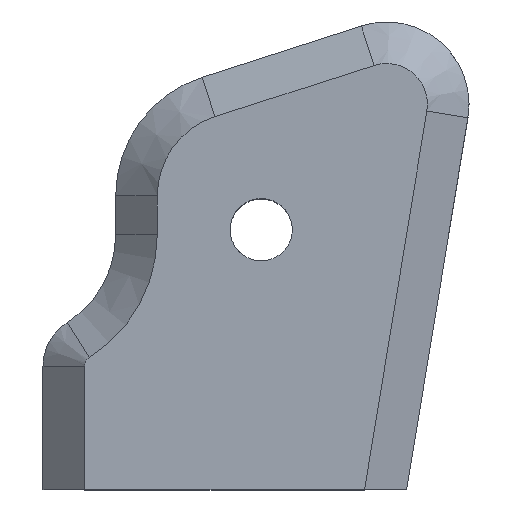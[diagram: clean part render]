
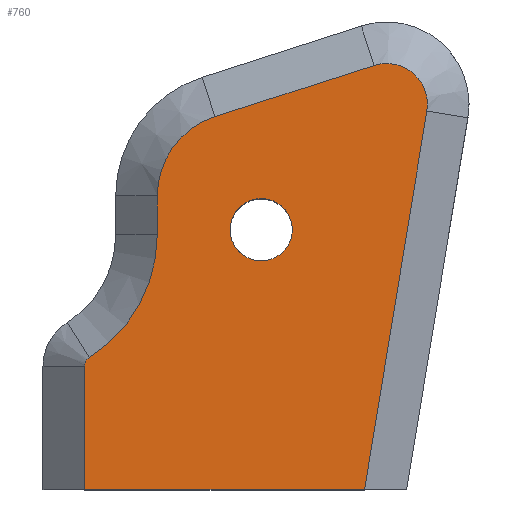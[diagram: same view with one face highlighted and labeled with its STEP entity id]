
A CAD part, top view. The second image highlights one B-rep face of the part: STEP entity #760.
In plain terms, the highlighted planar face has unit normal (0, 0, 1).
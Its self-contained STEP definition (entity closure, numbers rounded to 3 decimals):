
#3 = DIRECTION ( 'NONE',  ( -1., 0., 0. ) ) ;
#15 = CARTESIAN_POINT ( 'NONE',  ( 14., -25., 14.75 ) ) ;
#19 = AXIS2_PLACEMENT_3D ( 'NONE', #315, #772, #787 ) ;
#21 = CARTESIAN_POINT ( 'NONE',  ( -16.533, -12.303, 14.75 ) ) ;
#33 = CIRCLE ( 'NONE', #19, 3. ) ;
#34 = EDGE_CURVE ( 'NONE', #677, #535, #33, .T. ) ;
#60 = EDGE_CURVE ( 'NONE', #692, #482, #264, .T. ) ;
#62 = CARTESIAN_POINT ( 'NONE',  ( -24., -0.461, 14.75 ) ) ;
#89 = DIRECTION ( 'NONE',  ( -1., 0., 0. ) ) ;
#90 = EDGE_CURVE ( 'NONE', #535, #677, #974, .T. ) ;
#94 = CARTESIAN_POINT ( 'NONE',  ( -17., 12.071, 14.75 ) ) ;
#114 = VERTEX_POINT ( 'NONE', #502 ) ;
#115 = CARTESIAN_POINT ( 'NONE',  ( -10., -0.461, 14.75 ) ) ;
#120 = VERTEX_POINT ( 'NONE', #21 ) ;
#131 = VERTEX_POINT ( 'NONE', #675 ) ;
#147 = CIRCLE ( 'NONE', #243, 14. ) ;
#160 = VERTEX_POINT ( 'NONE', #115 ) ;
#184 = CARTESIAN_POINT ( 'NONE',  ( 10.866, 15.811, 14.75 ) ) ;
#206 = DIRECTION ( 'NONE',  ( 0., 0., 1. ) ) ;
#211 = CARTESIAN_POINT ( 'NONE',  ( -3., 0., 14.75 ) ) ;
#243 = AXIS2_PLACEMENT_3D ( 'NONE', #62, #565, #89 ) ;
#254 = VERTEX_POINT ( 'NONE', #924 ) ;
#264 = CIRCLE ( 'NONE', #283, 8. ) ;
#265 = CIRCLE ( 'NONE', #1193, 3.929 ) ;
#279 = ORIENTED_EDGE ( 'NONE', *, *, #570, .T. ) ;
#283 = AXIS2_PLACEMENT_3D ( 'NONE', #688, #598, #409 ) ;
#306 = DIRECTION ( 'NONE',  ( 1., 0., 0. ) ) ;
#308 = CARTESIAN_POINT ( 'NONE',  ( 15.948, 11.432, 14.75 ) ) ;
#315 = CARTESIAN_POINT ( 'NONE',  ( 0., 0., 14.75 ) ) ;
#317 = ORIENTED_EDGE ( 'NONE', *, *, #90, .F. ) ;
#326 = ORIENTED_EDGE ( 'NONE', *, *, #1159, .T. ) ;
#340 = CARTESIAN_POINT ( 'NONE',  ( -10., 3.259, 14.75 ) ) ;
#344 = ORIENTED_EDGE ( 'NONE', *, *, #663, .T. ) ;
#385 = PLANE ( 'NONE',  #713 ) ;
#393 = EDGE_CURVE ( 'NONE', #131, #692, #964, .T. ) ;
#397 = ORIENTED_EDGE ( 'NONE', *, *, #519, .T. ) ;
#406 = EDGE_LOOP ( 'NONE', ( #794, #317 ) ) ;
#409 = DIRECTION ( 'NONE',  ( -1., 0., 0. ) ) ;
#420 = DIRECTION ( 'NONE',  ( 0., 0., 1. ) ) ;
#431 = VECTOR ( 'NONE', #557, 1000. ) ;
#441 = VECTOR ( 'NONE', #680, 1000. ) ;
#479 = VERTEX_POINT ( 'NONE', #803 ) ;
#482 = VERTEX_POINT ( 'NONE', #340 ) ;
#502 = CARTESIAN_POINT ( 'NONE',  ( 9.946, -25., 14.75 ) ) ;
#503 = FACE_OUTER_BOUND ( 'NONE', #810, .T. ) ;
#517 = VECTOR ( 'NONE', #563, 1000. ) ;
#519 = EDGE_CURVE ( 'NONE', #482, #160, #1122, .T. ) ;
#528 = ORIENTED_EDGE ( 'NONE', *, *, #973, .T. ) ;
#535 = VERTEX_POINT ( 'NONE', #640 ) ;
#556 = ORIENTED_EDGE ( 'NONE', *, *, #733, .T. ) ;
#557 = DIRECTION ( 'NONE',  ( -0.952, -0.307, 0. ) ) ;
#563 = DIRECTION ( 'NONE',  ( 0., -1., 0. ) ) ;
#565 = DIRECTION ( 'NONE',  ( 0., 0., -1. ) ) ;
#570 = EDGE_CURVE ( 'NONE', #160, #120, #147, .T. ) ;
#573 = CARTESIAN_POINT ( 'NONE',  ( 12.071, 12.071, 14.75 ) ) ;
#574 = AXIS2_PLACEMENT_3D ( 'NONE', #681, #420, #306 ) ;
#586 = ORIENTED_EDGE ( 'NONE', *, *, #393, .T. ) ;
#588 = LINE ( 'NONE', #94, #517 ) ;
#598 = DIRECTION ( 'NONE',  ( 0., 0., 1. ) ) ;
#618 = CARTESIAN_POINT ( 'NONE',  ( 12.071, 12.071, 14.75 ) ) ;
#640 = CARTESIAN_POINT ( 'NONE',  ( 3., 0., 14.75 ) ) ;
#663 = EDGE_CURVE ( 'NONE', #120, #479, #689, .T. ) ;
#667 = CARTESIAN_POINT ( 'NONE',  ( 15.948, 11.432, 14.75 ) ) ;
#675 = CARTESIAN_POINT ( 'NONE',  ( 10.866, 15.811, 14.75 ) ) ;
#677 = VERTEX_POINT ( 'NONE', #211 ) ;
#680 = DIRECTION ( 'NONE',  ( 0.163, 0.987, 0. ) ) ;
#681 = CARTESIAN_POINT ( 'NONE',  ( 0., 0., 14.75 ) ) ;
#688 = CARTESIAN_POINT ( 'NONE',  ( -2., 3.259, 14.75 ) ) ;
#689 = CIRCLE ( 'NONE', #1020, 1. ) ;
#692 = VERTEX_POINT ( 'NONE', #1044 ) ;
#706 = EDGE_CURVE ( 'NONE', #254, #114, #1037, .T. ) ;
#713 = AXIS2_PLACEMENT_3D ( 'NONE', #573, #1036, #876 ) ;
#714 = DIRECTION ( 'NONE',  ( 0., 0., 1. ) ) ;
#733 = EDGE_CURVE ( 'NONE', #114, #867, #963, .T. ) ;
#758 = CARTESIAN_POINT ( 'NONE',  ( -16., -13.149, 14.75 ) ) ;
#760 = ADVANCED_FACE ( 'NONE', ( #503, #1166 ), #385, .F. ) ;
#772 = DIRECTION ( 'NONE',  ( 0., 0., 1. ) ) ;
#787 = DIRECTION ( 'NONE',  ( 1., 0., 0. ) ) ;
#794 = ORIENTED_EDGE ( 'NONE', *, *, #34, .F. ) ;
#803 = CARTESIAN_POINT ( 'NONE',  ( -17., -13.149, 14.75 ) ) ;
#810 = EDGE_LOOP ( 'NONE', ( #344, #326, #1067, #556, #528, #586, #1220, #397, #279 ) ) ;
#867 = VERTEX_POINT ( 'NONE', #308 ) ;
#876 = DIRECTION ( 'NONE',  ( -1., 0., 0. ) ) ;
#893 = VECTOR ( 'NONE', #1124, 1000. ) ;
#895 = VECTOR ( 'NONE', #901, 1000. ) ;
#901 = DIRECTION ( 'NONE',  ( 0., -1., 0. ) ) ;
#924 = CARTESIAN_POINT ( 'NONE',  ( -17., -25., 14.75 ) ) ;
#963 = LINE ( 'NONE', #667, #441 ) ;
#964 = LINE ( 'NONE', #184, #431 ) ;
#973 = EDGE_CURVE ( 'NONE', #867, #131, #265, .T. ) ;
#974 = CIRCLE ( 'NONE', #574, 3. ) ;
#1020 = AXIS2_PLACEMENT_3D ( 'NONE', #758, #206, #3 ) ;
#1036 = DIRECTION ( 'NONE',  ( 0., 0., -1. ) ) ;
#1037 = LINE ( 'NONE', #15, #893 ) ;
#1044 = CARTESIAN_POINT ( 'NONE',  ( -4.454, 10.874, 14.75 ) ) ;
#1067 = ORIENTED_EDGE ( 'NONE', *, *, #706, .T. ) ;
#1087 = DIRECTION ( 'NONE',  ( -1., 0., 0. ) ) ;
#1122 = LINE ( 'NONE', #1179, #895 ) ;
#1124 = DIRECTION ( 'NONE',  ( 1., 0., 0. ) ) ;
#1159 = EDGE_CURVE ( 'NONE', #479, #254, #588, .T. ) ;
#1166 = FACE_BOUND ( 'NONE', #406, .T. ) ;
#1179 = CARTESIAN_POINT ( 'NONE',  ( -10., 12.071, 14.75 ) ) ;
#1193 = AXIS2_PLACEMENT_3D ( 'NONE', #618, #714, #1087 ) ;
#1220 = ORIENTED_EDGE ( 'NONE', *, *, #60, .T. ) ;
